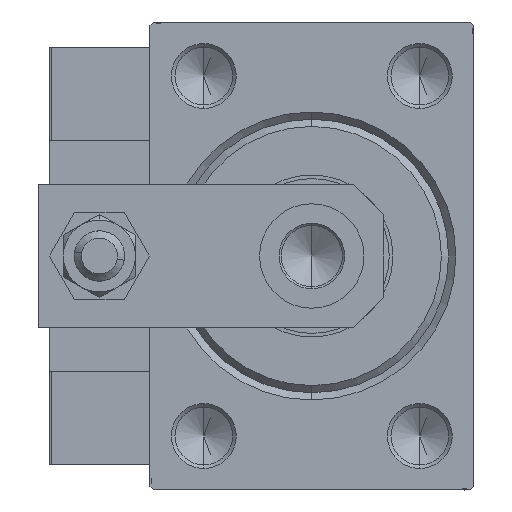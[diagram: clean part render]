
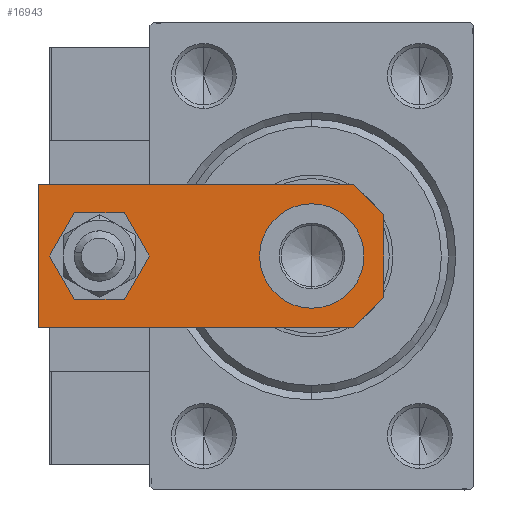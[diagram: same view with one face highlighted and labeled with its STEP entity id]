
A CAD part, left-side view. The second image highlights one B-rep face of the part: STEP entity #16943.
In plain terms, the highlighted face is planar.
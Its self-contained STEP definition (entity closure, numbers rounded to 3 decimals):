
#18 = CARTESIAN_POINT ( 'NONE',  ( 10., 0., 6. ) ) ;
#635 = CARTESIAN_POINT ( 'NONE',  ( -10., 48., 6. ) ) ;
#1783 = DIRECTION ( 'NONE',  ( 0., 0., 1. ) ) ;
#2722 = VECTOR ( 'NONE', #21305, 1000. ) ;
#3044 = AXIS2_PLACEMENT_3D ( 'NONE', #34060, #37476, #17605 ) ;
#3151 = ORIENTED_EDGE ( 'NONE', *, *, #22454, .T. ) ;
#3247 = CARTESIAN_POINT ( 'NONE',  ( 0., 0., 6. ) ) ;
#3464 = DIRECTION ( 'NONE',  ( -1., 0., 0. ) ) ;
#4223 = DIRECTION ( 'NONE',  ( 1., 0., 0. ) ) ;
#5498 = EDGE_LOOP ( 'NONE', ( #3151, #10964, #13280, #8059, #45946, #40751 ) ) ;
#7364 = VERTEX_POINT ( 'NONE', #24706 ) ;
#8042 = CIRCLE ( 'NONE', #3044, 4. ) ;
#8059 = ORIENTED_EDGE ( 'NONE', *, *, #26449, .T. ) ;
#8227 = DIRECTION ( 'NONE',  ( 0., -1., 0. ) ) ;
#8365 = DIRECTION ( 'NONE',  ( 1., 0., 0. ) ) ;
#9275 = EDGE_CURVE ( 'NONE', #11787, #31675, #22286, .T. ) ;
#10964 = ORIENTED_EDGE ( 'NONE', *, *, #22564, .T. ) ;
#11144 = EDGE_CURVE ( 'NONE', #30004, #24366, #41580, .T. ) ;
#11609 = FACE_BOUND ( 'NONE', #33586, .T. ) ;
#11738 = VECTOR ( 'NONE', #3464, 1000. ) ;
#11787 = VERTEX_POINT ( 'NONE', #17562 ) ;
#11988 = VERTEX_POINT ( 'NONE', #36072 ) ;
#12812 = DIRECTION ( 'NONE',  ( 0., 0., 1. ) ) ;
#13280 = ORIENTED_EDGE ( 'NONE', *, *, #22612, .T. ) ;
#13921 = AXIS2_PLACEMENT_3D ( 'NONE', #44202, #12812, #8365 ) ;
#16306 = CARTESIAN_POINT ( 'NONE',  ( 7.25, 10., 6. ) ) ;
#16820 = ORIENTED_EDGE ( 'NONE', *, *, #9275, .F. ) ;
#16943 = ADVANCED_FACE ( 'NONE', ( #47443, #27051, #11609 ), #35154, .T. ) ;
#17562 = CARTESIAN_POINT ( 'NONE',  ( -4., 39.5, 6. ) ) ;
#17605 = DIRECTION ( 'NONE',  ( 1., 0., 0. ) ) ;
#17608 = VERTEX_POINT ( 'NONE', #48021 ) ;
#19204 = DIRECTION ( 'NONE',  ( 0., 0., 1. ) ) ;
#20341 = CARTESIAN_POINT ( 'NONE',  ( -10., 4.24, 6. ) ) ;
#20361 = EDGE_CURVE ( 'NONE', #24366, #30004, #48494, .T. ) ;
#21262 = EDGE_CURVE ( 'NONE', #7364, #17608, #27274, .T. ) ;
#21305 = DIRECTION ( 'NONE',  ( 0.707, -0.707, 0. ) ) ;
#21606 = AXIS2_PLACEMENT_3D ( 'NONE', #3247, #19204, #31210 ) ;
#21663 = CARTESIAN_POINT ( 'NONE',  ( 0., 10., 6. ) ) ;
#22286 = CIRCLE ( 'NONE', #13921, 4. ) ;
#22454 = EDGE_CURVE ( 'NONE', #17608, #34737, #44063, .T. ) ;
#22564 = EDGE_CURVE ( 'NONE', #34737, #48063, #36740, .T. ) ;
#22612 = EDGE_CURVE ( 'NONE', #48063, #42296, #24971, .T. ) ;
#24366 = VERTEX_POINT ( 'NONE', #16306 ) ;
#24706 = CARTESIAN_POINT ( 'NONE',  ( 10., 48., 6. ) ) ;
#24891 = DIRECTION ( 'NONE',  ( 0., 0., 1. ) ) ;
#24971 = LINE ( 'NONE', #45624, #36969 ) ;
#25272 = VECTOR ( 'NONE', #8227, 1000. ) ;
#26205 = ORIENTED_EDGE ( 'NONE', *, *, #30228, .F. ) ;
#26449 = EDGE_CURVE ( 'NONE', #42296, #11988, #46783, .T. ) ;
#27051 = FACE_OUTER_BOUND ( 'NONE', #5498, .T. ) ;
#27274 = LINE ( 'NONE', #43222, #11738 ) ;
#30004 = VERTEX_POINT ( 'NONE', #51116 ) ;
#30228 = EDGE_CURVE ( 'NONE', #31675, #11787, #8042, .T. ) ;
#30521 = EDGE_CURVE ( 'NONE', #11988, #7364, #35854, .T. ) ;
#31069 = DIRECTION ( 'NONE',  ( 0.707, 0.707, 0. ) ) ;
#31210 = DIRECTION ( 'NONE',  ( 1., 0., 0. ) ) ;
#31675 = VERTEX_POINT ( 'NONE', #35682 ) ;
#32991 = VECTOR ( 'NONE', #31069, 1000. ) ;
#33586 = EDGE_LOOP ( 'NONE', ( #41501, #37789 ) ) ;
#34060 = CARTESIAN_POINT ( 'NONE',  ( 0., 39.5, 6. ) ) ;
#34737 = VERTEX_POINT ( 'NONE', #20341 ) ;
#35154 = PLANE ( 'NONE',  #21606 ) ;
#35682 = CARTESIAN_POINT ( 'NONE',  ( 4., 39.5, 6. ) ) ;
#35854 = LINE ( 'NONE', #18, #36458 ) ;
#36072 = CARTESIAN_POINT ( 'NONE',  ( 10., 4.24, 6. ) ) ;
#36458 = VECTOR ( 'NONE', #49971, 1000. ) ;
#36740 = LINE ( 'NONE', #49044, #2722 ) ;
#36969 = VECTOR ( 'NONE', #48777, 1000. ) ;
#37355 = DIRECTION ( 'NONE',  ( 1., 0., 0. ) ) ;
#37476 = DIRECTION ( 'NONE',  ( 0., 0., 1. ) ) ;
#37789 = ORIENTED_EDGE ( 'NONE', *, *, #20361, .F. ) ;
#39488 = CARTESIAN_POINT ( 'NONE',  ( 5.76, 0., 6. ) ) ;
#40751 = ORIENTED_EDGE ( 'NONE', *, *, #21262, .T. ) ;
#41501 = ORIENTED_EDGE ( 'NONE', *, *, #11144, .F. ) ;
#41580 = CIRCLE ( 'NONE', #44911, 7.25 ) ;
#42296 = VERTEX_POINT ( 'NONE', #39488 ) ;
#43222 = CARTESIAN_POINT ( 'NONE',  ( 10., 48., 6. ) ) ;
#44063 = LINE ( 'NONE', #635, #25272 ) ;
#44202 = CARTESIAN_POINT ( 'NONE',  ( 0., 39.5, 6. ) ) ;
#44297 = AXIS2_PLACEMENT_3D ( 'NONE', #47658, #24891, #4223 ) ;
#44911 = AXIS2_PLACEMENT_3D ( 'NONE', #21663, #1783, #37355 ) ;
#45002 = CARTESIAN_POINT ( 'NONE',  ( -5.76, 0., 6. ) ) ;
#45624 = CARTESIAN_POINT ( 'NONE',  ( -10., 0., 6. ) ) ;
#45946 = ORIENTED_EDGE ( 'NONE', *, *, #30521, .T. ) ;
#46783 = LINE ( 'NONE', #51474, #32991 ) ;
#47443 = FACE_BOUND ( 'NONE', #50158, .T. ) ;
#47658 = CARTESIAN_POINT ( 'NONE',  ( 0., 10., 6. ) ) ;
#48021 = CARTESIAN_POINT ( 'NONE',  ( -10., 48., 6. ) ) ;
#48063 = VERTEX_POINT ( 'NONE', #45002 ) ;
#48494 = CIRCLE ( 'NONE', #44297, 7.25 ) ;
#48777 = DIRECTION ( 'NONE',  ( 1., 0., 0. ) ) ;
#49044 = CARTESIAN_POINT ( 'NONE',  ( -2.88, -2.88, 6. ) ) ;
#49971 = DIRECTION ( 'NONE',  ( 0., 1., 0. ) ) ;
#50158 = EDGE_LOOP ( 'NONE', ( #16820, #26205 ) ) ;
#51116 = CARTESIAN_POINT ( 'NONE',  ( -7.25, 10., 6. ) ) ;
#51474 = CARTESIAN_POINT ( 'NONE',  ( 2.88, -2.88, 6. ) ) ;
